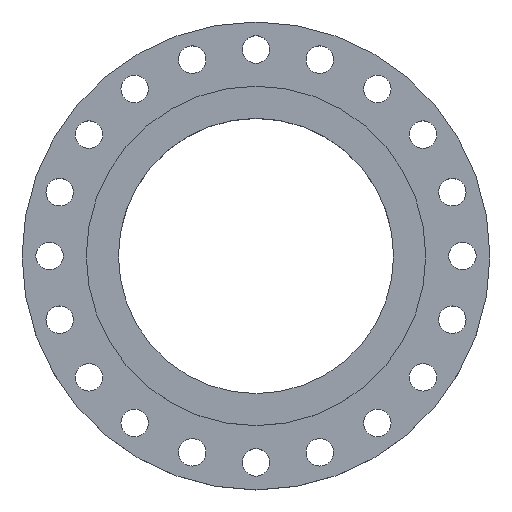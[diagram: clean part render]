
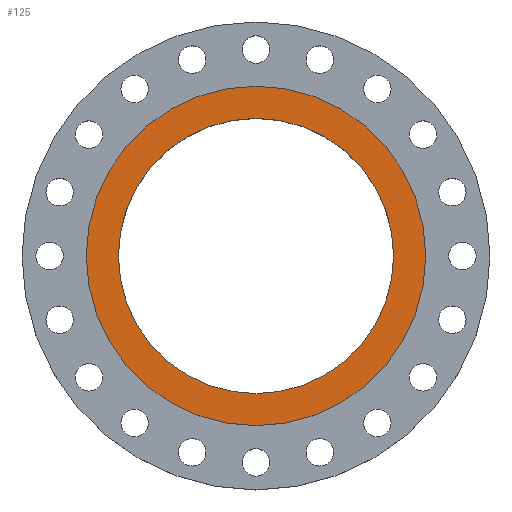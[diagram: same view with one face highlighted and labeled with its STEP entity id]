
A CAD part, top view. The second image highlights one B-rep face of the part: STEP entity #125.
In plain terms, the highlighted planar face has unit normal (0, 0, 1).
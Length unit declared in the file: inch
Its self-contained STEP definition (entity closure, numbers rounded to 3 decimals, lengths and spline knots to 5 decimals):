
#8 = EDGE_CURVE ( 'NONE', #820, #1340, #466, .T. ) ;
#33 = DIRECTION ( 'NONE',  ( 0., 0., -1. ) ) ;
#39 = DIRECTION ( 'NONE',  ( 0., 0., 1. ) ) ;
#125 = ADVANCED_FACE ( 'NONE', ( #885, #1971 ), #861, .F. ) ;
#143 = EDGE_LOOP ( 'NONE', ( #1122, #1632 ) ) ;
#221 = CARTESIAN_POINT ( 'NONE',  ( 0., 7.5, 0. ) ) ;
#258 = EDGE_CURVE ( 'NONE', #1340, #820, #1963, .T. ) ;
#265 = EDGE_CURVE ( 'NONE', #266, #464, #1068, .T. ) ;
#266 = VERTEX_POINT ( 'NONE', #518 ) ;
#442 = ORIENTED_EDGE ( 'NONE', *, *, #258, .F. ) ;
#459 = DIRECTION ( 'NONE',  ( 1., 0., 0. ) ) ;
#464 = VERTEX_POINT ( 'NONE', #1189 ) ;
#466 = CIRCLE ( 'NONE', #1198, 7.5 ) ;
#467 = AXIS2_PLACEMENT_3D ( 'NONE', #1631, #39, #1285 ) ;
#518 = CARTESIAN_POINT ( 'NONE',  ( -9.25, 0., 0. ) ) ;
#674 = CIRCLE ( 'NONE', #1390, 9.25 ) ;
#706 = DIRECTION ( 'NONE',  ( -1., 0., 0. ) ) ;
#772 = CARTESIAN_POINT ( 'NONE',  ( 0., 0., 0. ) ) ;
#820 = VERTEX_POINT ( 'NONE', #1965 ) ;
#861 = PLANE ( 'NONE',  #1728 ) ;
#885 = FACE_BOUND ( 'NONE', #1803, .T. ) ;
#1040 = CARTESIAN_POINT ( 'NONE',  ( 0., 0., 0. ) ) ;
#1068 = CIRCLE ( 'NONE', #1369, 9.25 ) ;
#1122 = ORIENTED_EDGE ( 'NONE', *, *, #1869, .T. ) ;
#1158 = CARTESIAN_POINT ( 'NONE',  ( 0., 0., 0. ) ) ;
#1189 = CARTESIAN_POINT ( 'NONE',  ( 9.25, 0., 0. ) ) ;
#1197 = DIRECTION ( 'NONE',  ( 1., 0., 0. ) ) ;
#1198 = AXIS2_PLACEMENT_3D ( 'NONE', #1040, #1478, #1197 ) ;
#1285 = DIRECTION ( 'NONE',  ( 1., 0., 0. ) ) ;
#1340 = VERTEX_POINT ( 'NONE', #1528 ) ;
#1369 = AXIS2_PLACEMENT_3D ( 'NONE', #1158, #1918, #1742 ) ;
#1390 = AXIS2_PLACEMENT_3D ( 'NONE', #772, #1733, #459 ) ;
#1478 = DIRECTION ( 'NONE',  ( 0., 0., 1. ) ) ;
#1528 = CARTESIAN_POINT ( 'NONE',  ( -7.5, 0., 0. ) ) ;
#1631 = CARTESIAN_POINT ( 'NONE',  ( 0., 0., 0. ) ) ;
#1632 = ORIENTED_EDGE ( 'NONE', *, *, #265, .T. ) ;
#1728 = AXIS2_PLACEMENT_3D ( 'NONE', #221, #33, #706 ) ;
#1733 = DIRECTION ( 'NONE',  ( 0., 0., 1. ) ) ;
#1742 = DIRECTION ( 'NONE',  ( 1., 0., 0. ) ) ;
#1803 = EDGE_LOOP ( 'NONE', ( #2001, #442 ) ) ;
#1869 = EDGE_CURVE ( 'NONE', #464, #266, #674, .T. ) ;
#1918 = DIRECTION ( 'NONE',  ( 0., 0., 1. ) ) ;
#1963 = CIRCLE ( 'NONE', #467, 7.5 ) ;
#1965 = CARTESIAN_POINT ( 'NONE',  ( 7.5, 0., 0. ) ) ;
#1971 = FACE_OUTER_BOUND ( 'NONE', #143, .T. ) ;
#2001 = ORIENTED_EDGE ( 'NONE', *, *, #8, .F. ) ;
